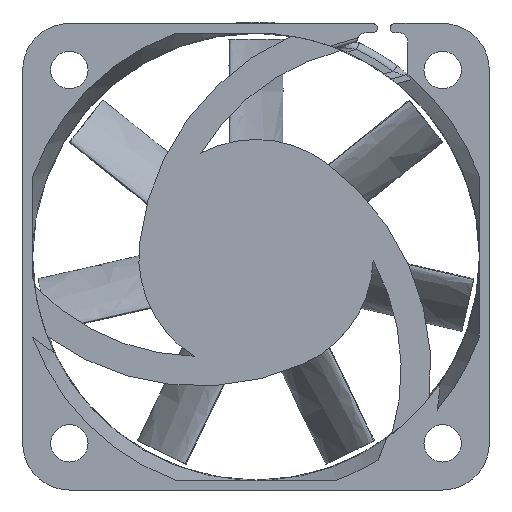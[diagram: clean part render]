
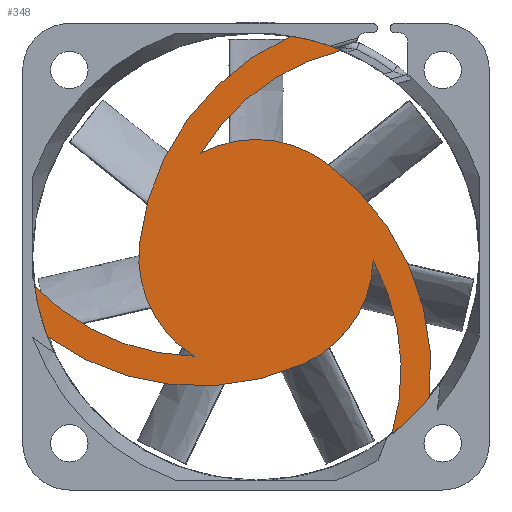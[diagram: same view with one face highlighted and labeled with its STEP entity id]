
A CAD part, front view. The second image highlights one B-rep face of the part: STEP entity #348.
In plain terms, the highlighted planar face has unit normal (0, -1, 0).
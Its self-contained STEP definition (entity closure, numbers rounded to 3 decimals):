
#5=CARTESIAN_POINT('',(0.,0.,0.));
#6=DIRECTION('',(0.,-1.,0.));
#7=DIRECTION('',(0.588,0.,0.809));
#8=AXIS2_PLACEMENT_3D('',#5,#6,#7);
#23=CARTESIAN_POINT('',(0.,0.,0.));
#24=DIRECTION('',(0.,-1.,0.));
#25=DIRECTION('',(0.407,0.,-0.914));
#26=AXIS2_PLACEMENT_3D('',#23,#24,#25);
#50=CARTESIAN_POINT('',(0.,0.,0.));
#51=DIRECTION('',(0.,-1.,0.));
#52=DIRECTION('',(-0.995,0.,0.105));
#53=AXIS2_PLACEMENT_3D('',#50,#51,#52);
#104=CARTESIAN_POINT('',(-4.881,0.,10.963));
#105=DIRECTION('',(0.,1.,0.));
#106=DIRECTION('',(0.407,0.,-0.914));
#107=AXIS2_PLACEMENT_3D('',#104,#105,#106);
#109=CARTESIAN_POINT('',(0.,0.,0.));
#110=DIRECTION('',(0.,1.,0.));
#111=DIRECTION('',(-0.934,0.,-0.357));
#112=AXIS2_PLACEMENT_3D('',#109,#110,#111);
#114=CARTESIAN_POINT('',(-4.881,0.,10.963));
#115=DIRECTION('',(0.,-1.,0.));
#116=DIRECTION('',(-0.723,0.,-0.69));
#117=AXIS2_PLACEMENT_3D('',#114,#115,#116);
#119=CARTESIAN_POINT('',(11.934,0.,-1.254));
#120=DIRECTION('',(0.,1.,0.));
#121=DIRECTION('',(-0.995,0.,0.105));
#122=AXIS2_PLACEMENT_3D('',#119,#120,#121);
#124=CARTESIAN_POINT('',(0.,0.,0.));
#125=DIRECTION('',(0.,1.,0.));
#126=DIRECTION('',(0.157,0.,0.988));
#127=AXIS2_PLACEMENT_3D('',#124,#125,#126);
#129=CARTESIAN_POINT('',(11.934,0.,-1.254));
#130=DIRECTION('',(0.,-1.,0.));
#131=DIRECTION('',(-0.236,0.,0.972));
#132=AXIS2_PLACEMENT_3D('',#129,#130,#131);
#134=CARTESIAN_POINT('',(-7.053,0.,-9.708));
#135=DIRECTION('',(0.,1.,0.));
#136=DIRECTION('',(0.588,0.,0.809));
#137=AXIS2_PLACEMENT_3D('',#134,#135,#136);
#139=CARTESIAN_POINT('',(0.,0.,0.));
#140=DIRECTION('',(0.,1.,0.));
#141=DIRECTION('',(0.777,0.,-0.63));
#142=AXIS2_PLACEMENT_3D('',#139,#140,#141);
#144=CARTESIAN_POINT('',(-7.053,0.,-9.708));
#145=DIRECTION('',(0.,-1.,0.));
#146=DIRECTION('',(0.96,0.,-0.281));
#147=AXIS2_PLACEMENT_3D('',#144,#145,#146);
#169=CARTESIAN_POINT('',(3.015,0.,18.911));
#170=CARTESIAN_POINT('',(7.326,0.,17.693));
#171=VERTEX_POINT('',#169);
#172=VERTEX_POINT('',#170);
#178=CARTESIAN_POINT('',(-9.995,0.,1.051));
#180=VERTEX_POINT('',#178);
#181=CARTESIAN_POINT('',(-4.735,0.,8.865));
#182=VERTEX_POINT('',#181);
#185=CARTESIAN_POINT('',(14.87,0.,-12.067));
#186=CARTESIAN_POINT('',(11.66,0.,-15.191));
#187=VERTEX_POINT('',#185);
#188=VERTEX_POINT('',#186);
#193=CARTESIAN_POINT('',(5.907,0.,8.131));
#195=VERTEX_POINT('',#193);
#197=CARTESIAN_POINT('',(10.045,0.,-0.332));
#199=VERTEX_POINT('',#197);
#201=CARTESIAN_POINT('',(-17.885,0.,-6.845));
#202=CARTESIAN_POINT('',(-18.986,0.,-2.502));
#203=VERTEX_POINT('',#201);
#204=VERTEX_POINT('',#202);
#209=CARTESIAN_POINT('',(4.088,0.,-9.181));
#211=VERTEX_POINT('',#209);
#213=CARTESIAN_POINT('',(-5.31,0.,-8.533));
#215=VERTEX_POINT('',#213);
#322=CARTESIAN_POINT('',(0.,0.,0.));
#323=DIRECTION('',(0.,1.,0.));
#324=DIRECTION('',(1.,0.,0.));
#325=AXIS2_PLACEMENT_3D('',#322,#323,#324);
#326=PLANE('',#325);
#327=ORIENTED_EDGE('',*,*,#240,.F.);
#329=ORIENTED_EDGE('',*,*,#328,.T.);
#331=ORIENTED_EDGE('',*,*,#330,.T.);
#332=ORIENTED_EDGE('',*,*,#314,.T.);
#333=ORIENTED_EDGE('',*,*,#260,.F.);
#335=ORIENTED_EDGE('',*,*,#334,.T.);
#337=ORIENTED_EDGE('',*,*,#336,.T.);
#339=ORIENTED_EDGE('',*,*,#338,.T.);
#340=ORIENTED_EDGE('',*,*,#224,.F.);
#341=ORIENTED_EDGE('',*,*,#275,.T.);
#343=ORIENTED_EDGE('',*,*,#342,.T.);
#345=ORIENTED_EDGE('',*,*,#344,.T.);
#346=EDGE_LOOP('',(#327,#329,#331,#332,#333,#335,#337,#339,#340,#341,#343,
#345));
#347=FACE_OUTER_BOUND('',#346,.F.);
#348=ADVANCED_FACE('',(#347),#326,.F.);
#9=CIRCLE('',#8,10.05);
#27=CIRCLE('',#26,10.05);
#54=CIRCLE('',#53,10.05);
#108=CIRCLE('',#107,22.05);
#113=CIRCLE('',#112,19.15);
#118=CIRCLE('',#117,19.5);
#123=CIRCLE('',#122,22.05);
#128=CIRCLE('',#127,19.15);
#133=CIRCLE('',#132,19.5);
#138=CIRCLE('',#137,22.05);
#143=CIRCLE('',#142,19.15);
#148=CIRCLE('',#147,19.5);
#224=EDGE_CURVE('',#195,#182,#9,.T.);
#240=EDGE_CURVE('',#211,#199,#27,.T.);
#260=EDGE_CURVE('',#180,#215,#54,.T.);
#275=EDGE_CURVE('',#195,#187,#138,.T.);
#314=EDGE_CURVE('',#204,#215,#118,.T.);
#328=EDGE_CURVE('',#211,#203,#108,.T.);
#330=EDGE_CURVE('',#203,#204,#113,.T.);
#334=EDGE_CURVE('',#180,#171,#123,.T.);
#336=EDGE_CURVE('',#171,#172,#128,.T.);
#338=EDGE_CURVE('',#172,#182,#133,.T.);
#342=EDGE_CURVE('',#187,#188,#143,.T.);
#344=EDGE_CURVE('',#188,#199,#148,.T.);
